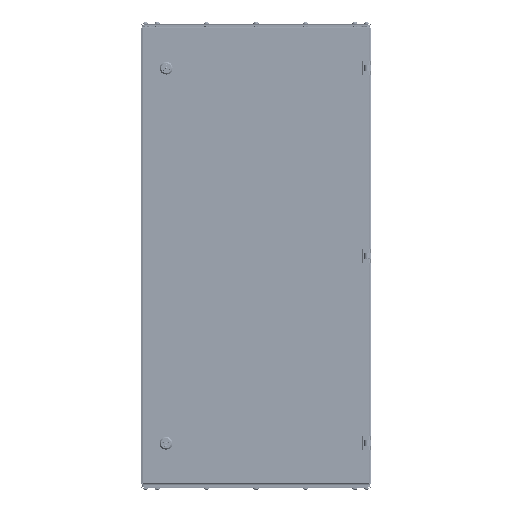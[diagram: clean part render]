
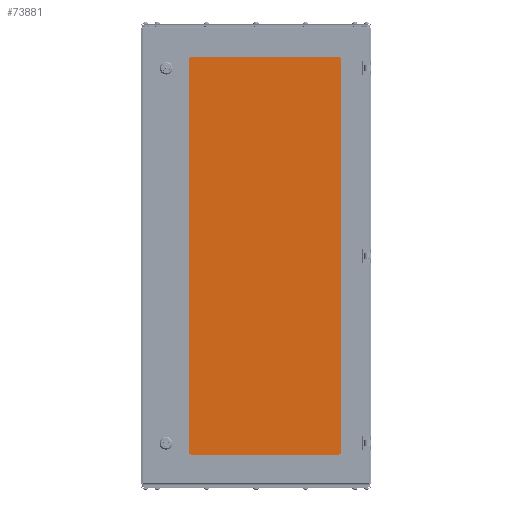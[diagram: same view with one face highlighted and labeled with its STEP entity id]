
A CAD part, top view. The second image highlights one B-rep face of the part: STEP entity #73881.
In plain terms, the highlighted planar face has unit normal (0, 0, 1).
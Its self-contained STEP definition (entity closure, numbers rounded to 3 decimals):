
#525 = VECTOR ( 'NONE', #90203, 1000. ) ;
#5054 = LINE ( 'NONE', #64108, #525 ) ;
#8209 = DIRECTION ( 'NONE',  ( 0., 0., 1. ) ) ;
#8348 = FACE_OUTER_BOUND ( 'NONE', #60458, .T. ) ;
#9644 = ORIENTED_EDGE ( 'NONE', *, *, #13671, .T. ) ;
#9839 = VECTOR ( 'NONE', #22744, 1000. ) ;
#10639 = DIRECTION ( 'NONE',  ( -1., 0., 0. ) ) ;
#12185 = LINE ( 'NONE', #35657, #32873 ) ;
#12478 = DIRECTION ( 'NONE',  ( -1., 0., 0. ) ) ;
#12885 = ORIENTED_EDGE ( 'NONE', *, *, #46416, .T. ) ;
#13671 = EDGE_CURVE ( 'NONE', #56475, #37018, #58487, .T. ) ;
#14561 = DIRECTION ( 'NONE',  ( 0., 0., -1. ) ) ;
#14819 = DIRECTION ( 'NONE',  ( -1., 0., 0. ) ) ;
#17239 = EDGE_CURVE ( 'NONE', #81384, #56475, #5054, .T. ) ;
#17351 = DIRECTION ( 'NONE',  ( 0., 0., 1. ) ) ;
#22744 = DIRECTION ( 'NONE',  ( 0., -1., 0. ) ) ;
#23950 = EDGE_CURVE ( 'NONE', #37018, #82985, #12185, .T. ) ;
#27174 = VERTEX_POINT ( 'NONE', #48642 ) ;
#29797 = CARTESIAN_POINT ( 'NONE',  ( 167.75, 445.5, 4. ) ) ;
#29893 = EDGE_CURVE ( 'NONE', #81824, #65676, #73310, .T. ) ;
#31045 = CARTESIAN_POINT ( 'NONE',  ( -177.75, 435.5, 4. ) ) ;
#31054 = EDGE_CURVE ( 'NONE', #45257, #27174, #79903, .T. ) ;
#32870 = CIRCLE ( 'NONE', #46623, 10. ) ;
#32873 = VECTOR ( 'NONE', #92873, 1000. ) ;
#34858 = ORIENTED_EDGE ( 'NONE', *, *, #17239, .T. ) ;
#35657 = CARTESIAN_POINT ( 'NONE',  ( 177.75, -445.5, 4. ) ) ;
#37018 = VERTEX_POINT ( 'NONE', #71630 ) ;
#37943 = DIRECTION ( 'NONE',  ( -1., 0., 0. ) ) ;
#39058 = AXIS2_PLACEMENT_3D ( 'NONE', #83142, #17351, #10639 ) ;
#41621 = DIRECTION ( 'NONE',  ( -1., 0., 0. ) ) ;
#45257 = VERTEX_POINT ( 'NONE', #31045 ) ;
#46416 = EDGE_CURVE ( 'NONE', #65676, #45257, #81995, .T. ) ;
#46623 = AXIS2_PLACEMENT_3D ( 'NONE', #81111, #80141, #14819 ) ;
#48642 = CARTESIAN_POINT ( 'NONE',  ( -177.75, -435.5, 4. ) ) ;
#49621 = CARTESIAN_POINT ( 'NONE',  ( -167.75, -445.5, 4. ) ) ;
#54320 = VECTOR ( 'NONE', #58885, 1000. ) ;
#56070 = EDGE_CURVE ( 'NONE', #27174, #81384, #61630, .T. ) ;
#56475 = VERTEX_POINT ( 'NONE', #79586 ) ;
#58487 = CIRCLE ( 'NONE', #60008, 10. ) ;
#58585 = AXIS2_PLACEMENT_3D ( 'NONE', #79759, #8209, #37943 ) ;
#58885 = DIRECTION ( 'NONE',  ( -1., 0., 0. ) ) ;
#60008 = AXIS2_PLACEMENT_3D ( 'NONE', #93640, #86446, #12478 ) ;
#60458 = EDGE_LOOP ( 'NONE', ( #34858, #9644, #74887, #65072, #82288, #12885, #68016, #93218 ) ) ;
#61630 = CIRCLE ( 'NONE', #58585, 10. ) ;
#63761 = CARTESIAN_POINT ( 'NONE',  ( 0., 0., 4. ) ) ;
#64108 = CARTESIAN_POINT ( 'NONE',  ( -177.75, -445.5, 4. ) ) ;
#65072 = ORIENTED_EDGE ( 'NONE', *, *, #69205, .T. ) ;
#65676 = VERTEX_POINT ( 'NONE', #93591 ) ;
#68016 = ORIENTED_EDGE ( 'NONE', *, *, #31054, .T. ) ;
#69205 = EDGE_CURVE ( 'NONE', #82985, #81824, #32870, .T. ) ;
#69543 = CARTESIAN_POINT ( 'NONE',  ( 177.75, 435.5, 4. ) ) ;
#71630 = CARTESIAN_POINT ( 'NONE',  ( 177.75, -435.5, 4. ) ) ;
#71671 = AXIS2_PLACEMENT_3D ( 'NONE', #63761, #14561, #41621 ) ;
#73310 = LINE ( 'NONE', #81435, #54320 ) ;
#73881 = ADVANCED_FACE ( 'NONE', ( #8348 ), #87565, .F. ) ;
#74887 = ORIENTED_EDGE ( 'NONE', *, *, #23950, .T. ) ;
#79586 = CARTESIAN_POINT ( 'NONE',  ( 167.75, -445.5, 4. ) ) ;
#79759 = CARTESIAN_POINT ( 'NONE',  ( -167.75, -435.5, 4. ) ) ;
#79903 = LINE ( 'NONE', #88554, #9839 ) ;
#80141 = DIRECTION ( 'NONE',  ( 0., 0., 1. ) ) ;
#81111 = CARTESIAN_POINT ( 'NONE',  ( 167.75, 435.5, 4. ) ) ;
#81384 = VERTEX_POINT ( 'NONE', #49621 ) ;
#81435 = CARTESIAN_POINT ( 'NONE',  ( -177.75, 445.5, 4. ) ) ;
#81824 = VERTEX_POINT ( 'NONE', #29797 ) ;
#81995 = CIRCLE ( 'NONE', #39058, 10. ) ;
#82288 = ORIENTED_EDGE ( 'NONE', *, *, #29893, .T. ) ;
#82985 = VERTEX_POINT ( 'NONE', #69543 ) ;
#83142 = CARTESIAN_POINT ( 'NONE',  ( -167.75, 435.5, 4. ) ) ;
#86446 = DIRECTION ( 'NONE',  ( 0., 0., 1. ) ) ;
#87565 = PLANE ( 'NONE',  #71671 ) ;
#88554 = CARTESIAN_POINT ( 'NONE',  ( -177.75, -445.5, 4. ) ) ;
#90203 = DIRECTION ( 'NONE',  ( 1., 0., 0. ) ) ;
#92873 = DIRECTION ( 'NONE',  ( 0., 1., 0. ) ) ;
#93218 = ORIENTED_EDGE ( 'NONE', *, *, #56070, .T. ) ;
#93591 = CARTESIAN_POINT ( 'NONE',  ( -167.75, 445.5, 4. ) ) ;
#93640 = CARTESIAN_POINT ( 'NONE',  ( 167.75, -435.5, 4. ) ) ;
